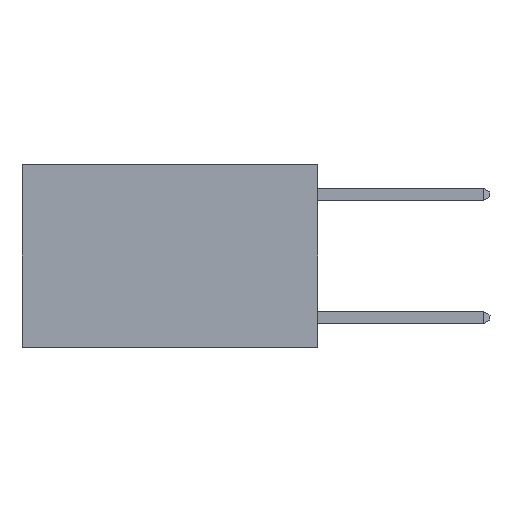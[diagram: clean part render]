
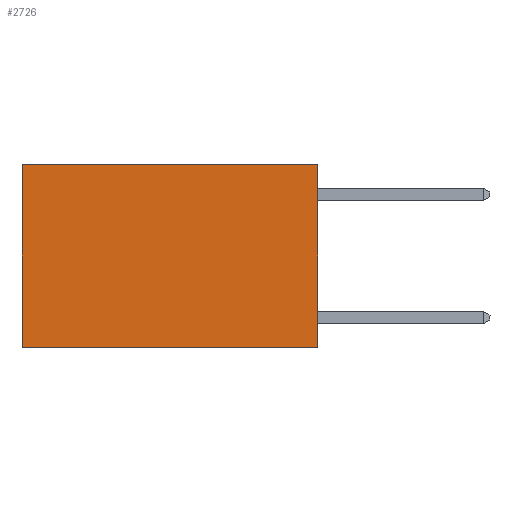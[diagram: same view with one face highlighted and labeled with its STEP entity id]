
A CAD part, left-side view. The second image highlights one B-rep face of the part: STEP entity #2726.
In plain terms, the highlighted planar face has unit normal (-1, 0, 0).
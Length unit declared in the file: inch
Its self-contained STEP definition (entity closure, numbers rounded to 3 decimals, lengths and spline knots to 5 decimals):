
#125 = CARTESIAN_POINT ( 'NONE',  ( 0.2625, 0.6, 0. ) ) ;
#491 = VECTOR ( 'NONE', #9308, 39.37008 ) ;
#714 = EDGE_CURVE ( 'NONE', #8771, #5286, #6520, .T. ) ;
#1370 = VECTOR ( 'NONE', #7919, 39.37008 ) ;
#1573 = FACE_OUTER_BOUND ( 'NONE', #7153, .T. ) ;
#1784 = ORIENTED_EDGE ( 'NONE', *, *, #7072, .F. ) ;
#2373 = LINE ( 'NONE', #7354, #3986 ) ;
#2726 = ADVANCED_FACE ( 'NONE', ( #1573 ), #7629, .F. ) ;
#3743 = AXIS2_PLACEMENT_3D ( 'NONE', #7140, #6808, #6723 ) ;
#3986 = VECTOR ( 'NONE', #7382, 39.37008 ) ;
#5286 = VERTEX_POINT ( 'NONE', #8055 ) ;
#5472 = EDGE_CURVE ( 'NONE', #9456, #7137, #2373, .T. ) ;
#6136 = CARTESIAN_POINT ( 'NONE',  ( 0.2625, 0., 0. ) ) ;
#6205 = ORIENTED_EDGE ( 'NONE', *, *, #5472, .F. ) ;
#6312 = CARTESIAN_POINT ( 'NONE',  ( 0.2625, 0., -0.37 ) ) ;
#6443 = ORIENTED_EDGE ( 'NONE', *, *, #714, .T. ) ;
#6520 = LINE ( 'NONE', #9756, #491 ) ;
#6723 = DIRECTION ( 'NONE',  ( 0., 0., -1. ) ) ;
#6731 = LINE ( 'NONE', #6136, #8690 ) ;
#6808 = DIRECTION ( 'NONE',  ( 1., 0., 0. ) ) ;
#7041 = DIRECTION ( 'NONE',  ( 0., 1., 0. ) ) ;
#7072 = EDGE_CURVE ( 'NONE', #7137, #5286, #9486, .T. ) ;
#7137 = VERTEX_POINT ( 'NONE', #6312 ) ;
#7140 = CARTESIAN_POINT ( 'NONE',  ( 0.2625, 0., 0. ) ) ;
#7153 = EDGE_LOOP ( 'NONE', ( #6443, #1784, #6205, #8186 ) ) ;
#7354 = CARTESIAN_POINT ( 'NONE',  ( 0.2625, 0., 0. ) ) ;
#7372 = CARTESIAN_POINT ( 'NONE',  ( 0.2625, 0., 0. ) ) ;
#7382 = DIRECTION ( 'NONE',  ( 0., 0., -1. ) ) ;
#7629 = PLANE ( 'NONE',  #3743 ) ;
#7706 = EDGE_CURVE ( 'NONE', #9456, #8771, #6731, .T. ) ;
#7713 = CARTESIAN_POINT ( 'NONE',  ( 0.2625, 0., -0.37 ) ) ;
#7919 = DIRECTION ( 'NONE',  ( 0., 1., 0. ) ) ;
#8055 = CARTESIAN_POINT ( 'NONE',  ( 0.2625, 0.6, -0.37 ) ) ;
#8186 = ORIENTED_EDGE ( 'NONE', *, *, #7706, .T. ) ;
#8690 = VECTOR ( 'NONE', #7041, 39.37008 ) ;
#8771 = VERTEX_POINT ( 'NONE', #125 ) ;
#9308 = DIRECTION ( 'NONE',  ( 0., 0., -1. ) ) ;
#9456 = VERTEX_POINT ( 'NONE', #7372 ) ;
#9486 = LINE ( 'NONE', #7713, #1370 ) ;
#9756 = CARTESIAN_POINT ( 'NONE',  ( 0.2625, 0.6, 0. ) ) ;
